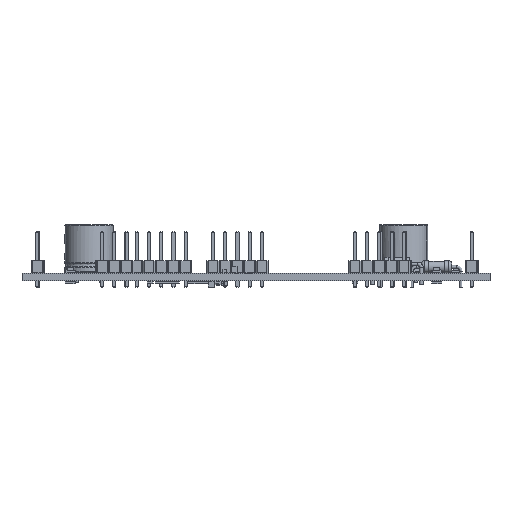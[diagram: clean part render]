
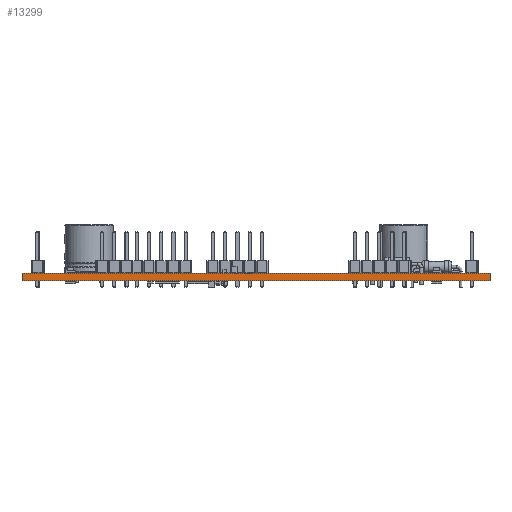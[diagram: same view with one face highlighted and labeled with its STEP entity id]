
A CAD part, front view. The second image highlights one B-rep face of the part: STEP entity #13299.
In plain terms, the highlighted planar face has unit normal (0, -1, 0).
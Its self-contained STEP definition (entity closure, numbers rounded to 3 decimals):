
#13299 = ADVANCED_FACE('',(#13300),#13334,.T.);
#13300 = FACE_BOUND('',#13301,.T.);
#13301 = EDGE_LOOP('',(#13302,#13312,#13320,#13328));
#13302 = ORIENTED_EDGE('',*,*,#13303,.T.);
#13303 = EDGE_CURVE('',#13304,#13306,#13308,.T.);
#13304 = VERTEX_POINT('',#13305);
#13305 = CARTESIAN_POINT('',(258.,-112.,0.));
#13306 = VERTEX_POINT('',#13307);
#13307 = CARTESIAN_POINT('',(258.,-112.,1.51));
#13308 = LINE('',#13309,#13310);
#13309 = CARTESIAN_POINT('',(258.,-112.,0.));
#13310 = VECTOR('',#13311,1.);
#13311 = DIRECTION('',(0.,0.,1.));
#13312 = ORIENTED_EDGE('',*,*,#13313,.T.);
#13313 = EDGE_CURVE('',#13306,#13314,#13316,.T.);
#13314 = VERTEX_POINT('',#13315);
#13315 = CARTESIAN_POINT('',(161.,-112.,1.51));
#13316 = LINE('',#13317,#13318);
#13317 = CARTESIAN_POINT('',(258.,-112.,1.51));
#13318 = VECTOR('',#13319,1.);
#13319 = DIRECTION('',(-1.,0.,0.));
#13320 = ORIENTED_EDGE('',*,*,#13321,.F.);
#13321 = EDGE_CURVE('',#13322,#13314,#13324,.T.);
#13322 = VERTEX_POINT('',#13323);
#13323 = CARTESIAN_POINT('',(161.,-112.,0.));
#13324 = LINE('',#13325,#13326);
#13325 = CARTESIAN_POINT('',(161.,-112.,0.));
#13326 = VECTOR('',#13327,1.);
#13327 = DIRECTION('',(0.,0.,1.));
#13328 = ORIENTED_EDGE('',*,*,#13329,.F.);
#13329 = EDGE_CURVE('',#13304,#13322,#13330,.T.);
#13330 = LINE('',#13331,#13332);
#13331 = CARTESIAN_POINT('',(258.,-112.,0.));
#13332 = VECTOR('',#13333,1.);
#13333 = DIRECTION('',(-1.,0.,0.));
#13334 = PLANE('',#13335);
#13335 = AXIS2_PLACEMENT_3D('',#13336,#13337,#13338);
#13336 = CARTESIAN_POINT('',(258.,-112.,0.));
#13337 = DIRECTION('',(0.,-1.,0.));
#13338 = DIRECTION('',(-1.,0.,0.));
